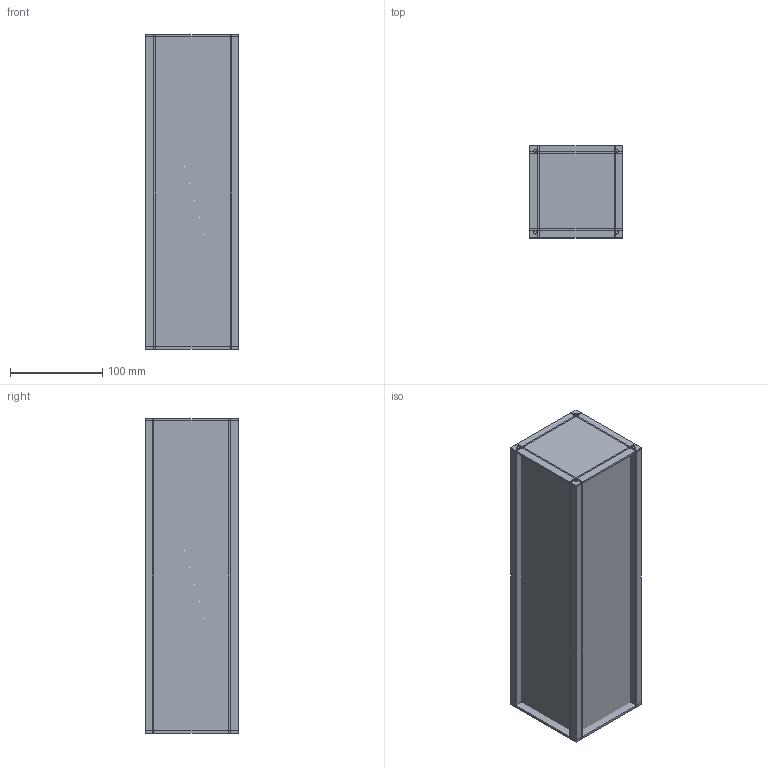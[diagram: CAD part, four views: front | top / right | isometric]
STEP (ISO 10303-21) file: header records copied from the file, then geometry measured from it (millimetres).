
FILE_DESCRIPTION(('FreeCAD Model'),'2;1');
FILE_NAME('Open CASCADE Shape Model','2025-08-23T18:48:11',('Author'),( ''),'Open CASCADE STEP processor 7.8','FreeCAD','Unknown');
FILE_SCHEMA(('AUTOMOTIVE_DESIGN { 1 0 10303 214 1 1 1 1 }'));
Length unit declared in the file: millimetre
Products named in the file (12): StructureCompound; CubeSat3U; Rail_FL; Rail_FR; Rail_RL; Rail_RR; Side_Xmin; Side_Xmax; Side_Ymin; Side_Ymax; Bottom; Top
Assembly tree (10 placements, depth 2):
  StructureCompound
  CubeSat3U
    Rail_FL
    Rail_FR
    Rail_RL
    Rail_RR
    Side_Xmin
    Side_Xmax
    Side_Ymin
    Side_Ymax
    Bottom
    Top
Bounding box: 100 x 100 x 340 mm (x, y, z)
Volume: 721353.6 mm3; surface area: 732581.4 mm2
Topology: 20 solids, 20 shells, 136 faces, 288 edges, 192 vertices
Faces by surface type: plane 120, cylinder 16
Full cylindrical faces by diameter (mm): 3.6 x16
Entity records: 7769 total; most frequent: CARTESIAN_POINT 1203, DIRECTION 1190, LINE 800, VECTOR 800, ORIENTED_EDGE 576, PCURVE 576, DEFINITIONAL_REPRESENTATION 576, EDGE_CURVE 288
